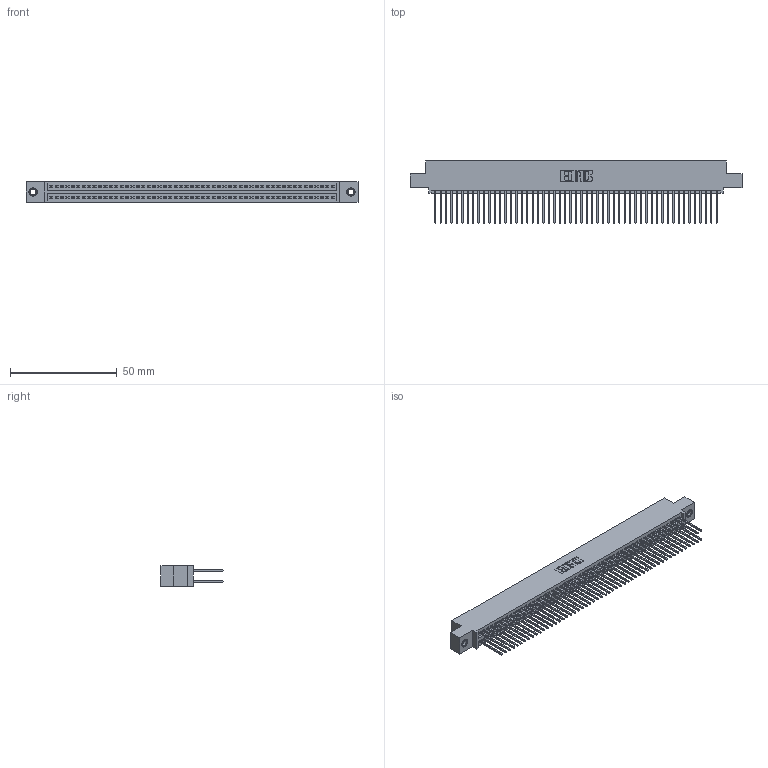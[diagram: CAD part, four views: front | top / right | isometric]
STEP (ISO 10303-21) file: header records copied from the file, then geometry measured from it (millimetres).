
FILE_DESCRIPTION (( 'STEP AP203' ), '1' );
FILE_NAME ('345-106-540-507.STEP', '2019-11-03T15:43:53', ( '' ), ( '' ), 'SwSTEP 2.0', 'SolidWorks 2016', '' );
FILE_SCHEMA (( 'CONFIG_CONTROL_DESIGN' ));
Length unit declared in the file: inch
Products named in the file (4): 345-292-001_345-293-140; 345-250-001_345-250-005-103; 345 Part_0.110 Offset - 0.156 Dia-TI; 345-106-540-507
Assembly tree (109 placements, depth 2):
  345-106-540-507
    345 Part_0.110 Offset - 0.156 Dia-TI
    345-292-001_345-293-140  x106
    345-250-001_345-250-005-103  x2
Bounding box: 155.83 x 29.13 x 9.4 mm (x, y, z)
Volume: 15554.5 mm3; surface area: 25190.2 mm2
Topology: 109 solids, 109 shells, 5490 faces, 16283 edges, 10706 vertices
Faces by surface type: plane 3614, cylinder 1860, cone 12, torus 4
Entity records: 41440 total; most frequent: CARTESIAN_POINT 6919, ORIENTED_EDGE 6846, DIRECTION 6113, EDGE_CURVE 3423, VECTOR 3059, LINE 3059, VERTEX_POINT 2276, AXIS2_PLACEMENT_3D 1527
